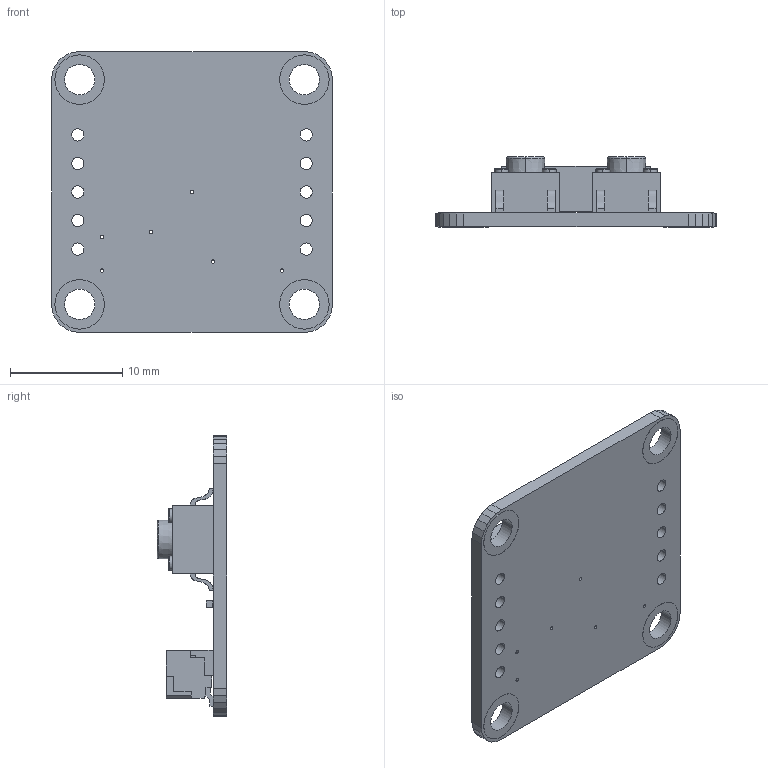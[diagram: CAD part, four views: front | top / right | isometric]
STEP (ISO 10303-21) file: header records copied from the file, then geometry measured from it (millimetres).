
FILE_DESCRIPTION (( 'STEP AP214' ), '1' );
FILE_NAME ('NSE-1144-2.step', '2020-11-24T22:53:08', ( '' ), ( '' ), 'SwSTEP 2.0', 'SolidWorks 2016', '' );
FILE_SCHEMA (( 'AUTOMOTIVE_DESIGN' ));
Length unit declared in the file: millimetre
Products named in the file (6): NSE-1144-2; CON-1012-8; Tactal_Switch_-_SMD_(6mmx_6mmx_5mm)_-_Marked; res_0603; Board_NSE-1144-2; Assem3^NSE-1144-2
Assembly tree (7 placements, depth 3):
  NSE-1144-2
    Assem3^NSE-1144-2
      Board_NSE-1144-2
      CON-1012-8
      res_0603  x2
      Tactal_Switch_-_SMD_(6mmx_6mmx_5mm)_-_Marked  x2
Bounding box: 25 x 6.21 x 25 mm (x, y, z)
Volume: 1132.3 mm3; surface area: 2314 mm2
Topology: 42 solids, 42 shells, 911 faces, 2348 edges, 1552 vertices
Faces by surface type: plane 723, bspline 106, cylinder 78, cone 4
Entity records: 26710 total; most frequent: CARTESIAN_POINT 4939, ORIENTED_EDGE 3508, DIRECTION 3030, EDGE_CURVE 1754, LINE 1508, VECTOR 1508, VERTEX_POINT 1162, AXIS2_PLACEMENT_3D 761
